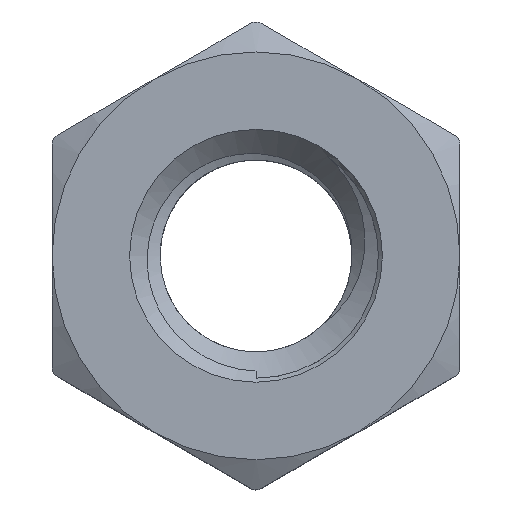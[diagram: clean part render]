
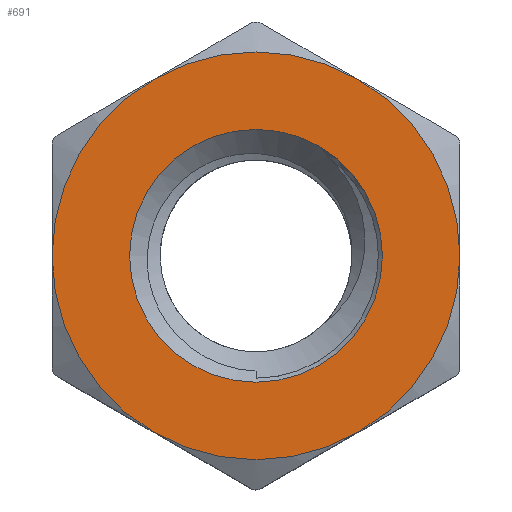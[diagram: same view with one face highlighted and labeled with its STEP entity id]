
A CAD part, top view. The second image highlights one B-rep face of the part: STEP entity #691.
In plain terms, the highlighted planar face has unit normal (0, 0, 1).
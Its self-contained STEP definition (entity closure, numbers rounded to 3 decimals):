
#42=FACE_BOUND('',#130,.T.);
#50=PLANE('',#760);
#86=FACE_OUTER_BOUND('',#129,.T.);
#129=EDGE_LOOP('',(#544,#545,#546,#547,#548,#549));
#130=EDGE_LOOP('',(#550));
#158=CIRCLE('',#744,3.1);
#165=CIRCLE('',#761,5.);
#166=CIRCLE('',#762,5.);
#167=CIRCLE('',#763,5.);
#168=CIRCLE('',#764,5.);
#169=CIRCLE('',#765,5.);
#170=CIRCLE('',#766,5.);
#292=VERTEX_POINT('',#1537);
#301=VERTEX_POINT('',#1735);
#307=VERTEX_POINT('',#1760);
#311=VERTEX_POINT('',#1775);
#316=VERTEX_POINT('',#1795);
#321=VERTEX_POINT('',#1815);
#326=VERTEX_POINT('',#1835);
#369=EDGE_CURVE('',#292,#292,#158,.T.);
#419=EDGE_CURVE('',#321,#326,#165,.T.);
#420=EDGE_CURVE('',#326,#301,#166,.T.);
#421=EDGE_CURVE('',#301,#307,#167,.T.);
#422=EDGE_CURVE('',#307,#311,#168,.T.);
#423=EDGE_CURVE('',#311,#316,#169,.T.);
#424=EDGE_CURVE('',#316,#321,#170,.T.);
#544=ORIENTED_EDGE('',*,*,#419,.T.);
#545=ORIENTED_EDGE('',*,*,#420,.T.);
#546=ORIENTED_EDGE('',*,*,#421,.T.);
#547=ORIENTED_EDGE('',*,*,#422,.T.);
#548=ORIENTED_EDGE('',*,*,#423,.T.);
#549=ORIENTED_EDGE('',*,*,#424,.T.);
#550=ORIENTED_EDGE('',*,*,#369,.F.);
#691=ADVANCED_FACE('',(#86,#42),#50,.T.);
#744=AXIS2_PLACEMENT_3D('',#1539,#834,#835);
#760=AXIS2_PLACEMENT_3D('',#1853,#879,#880);
#761=AXIS2_PLACEMENT_3D('',#1854,#881,#882);
#762=AXIS2_PLACEMENT_3D('',#1855,#883,#884);
#763=AXIS2_PLACEMENT_3D('',#1856,#885,#886);
#764=AXIS2_PLACEMENT_3D('',#1857,#887,#888);
#765=AXIS2_PLACEMENT_3D('',#1858,#889,#890);
#766=AXIS2_PLACEMENT_3D('',#1859,#891,#892);
#834=DIRECTION('center_axis',(0.,0.,1.));
#835=DIRECTION('ref_axis',(1.,0.,0.));
#879=DIRECTION('center_axis',(0.,0.,1.));
#880=DIRECTION('ref_axis',(1.,0.,0.));
#881=DIRECTION('center_axis',(0.,0.,1.));
#882=DIRECTION('ref_axis',(1.,0.,0.));
#883=DIRECTION('center_axis',(0.,0.,1.));
#884=DIRECTION('ref_axis',(1.,0.,0.));
#885=DIRECTION('center_axis',(0.,0.,1.));
#886=DIRECTION('ref_axis',(1.,0.,0.));
#887=DIRECTION('center_axis',(0.,0.,1.));
#888=DIRECTION('ref_axis',(1.,0.,0.));
#889=DIRECTION('center_axis',(0.,0.,1.));
#890=DIRECTION('ref_axis',(1.,0.,0.));
#891=DIRECTION('center_axis',(0.,0.,1.));
#892=DIRECTION('ref_axis',(1.,0.,0.));
#1537=CARTESIAN_POINT('',(-3.1,0.,2.5));
#1539=CARTESIAN_POINT('Origin',(0.,0.,2.5));
#1735=CARTESIAN_POINT('',(2.5,4.33,2.5));
#1760=CARTESIAN_POINT('',(-2.5,4.33,2.5));
#1775=CARTESIAN_POINT('',(-5.,0.,2.5));
#1795=CARTESIAN_POINT('',(-2.5,-4.33,2.5));
#1815=CARTESIAN_POINT('',(2.5,-4.33,2.5));
#1835=CARTESIAN_POINT('',(5.,0.,2.5));
#1853=CARTESIAN_POINT('Origin',(0.,0.,2.5));
#1854=CARTESIAN_POINT('Origin',(0.,0.,2.5));
#1855=CARTESIAN_POINT('Origin',(0.,0.,2.5));
#1856=CARTESIAN_POINT('Origin',(0.,0.,2.5));
#1857=CARTESIAN_POINT('Origin',(0.,0.,2.5));
#1858=CARTESIAN_POINT('Origin',(0.,0.,2.5));
#1859=CARTESIAN_POINT('Origin',(0.,0.,2.5));
